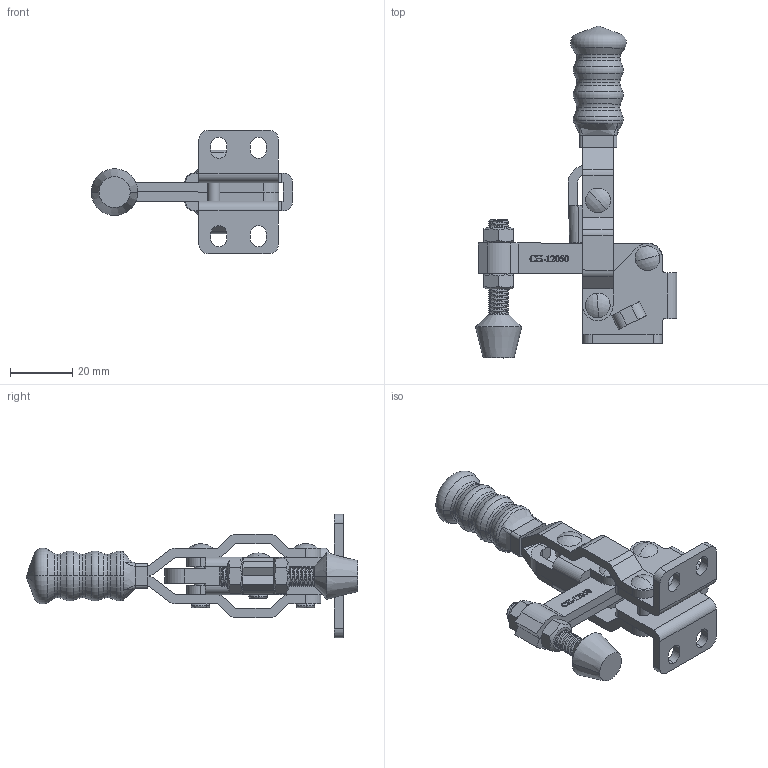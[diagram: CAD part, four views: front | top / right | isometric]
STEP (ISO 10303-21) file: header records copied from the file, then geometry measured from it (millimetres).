
FILE_DESCRIPTION (( 'STEP AP203' ), '1' );
FILE_NAME ('CH-12050.STEP', '2017-11-07T12:32:06', ( 'Windows' ), ( 'Microsoft' ), 'SwSTEP 2.0', 'SolidWorks 2015', '' );
FILE_SCHEMA (( 'CONFIG_CONTROL_DESIGN' ));
Length unit declared in the file: millimetre
Products named in the file (10): CH-12050-03 STRAIGHT HANDLE; CH-12050-06; CH-12050-05; CH-12050-02 FIXED SPINDEL; CH-FC-14134 Nut; CH-FC-14134 SPINDLE SUPPLIED; CH-12050-07; CH-12050-01 FLANGED BASE; CH-12050; CH-12050-04 CONNECTING-PLATE
Assembly tree (12 placements, depth 2):
  CH-12050
    CH-12050-01 FLANGED BASE
    CH-12050-04 CONNECTING-PLATE
    CH-12050-03 STRAIGHT HANDLE
    CH-12050-06  x2
    CH-12050-05
    CH-12050-02 FIXED SPINDEL
    CH-FC-14134 Nut  x2
    CH-FC-14134 SPINDLE SUPPLIED
    CH-12050-07  x2
Bounding box: 64.82 x 106.83 x 39.8 mm (x, y, z)
Volume: 25501.4 mm3; surface area: 22594.7 mm2
Topology: 14 solids, 16 shells, 835 faces, 2253 edges, 1474 vertices
Faces by surface type: plane 304, bspline 236, cylinder 194, cone 47, torus 46, sphere 8
Entity records: 36860 total; most frequent: CARTESIAN_POINT 17708, ORIENTED_EDGE 4228, DIRECTION 2968, EDGE_CURVE 2114, VERTEX_POINT 1392, LINE 1134, VECTOR 1134, AXIS2_PLACEMENT_3D 917
